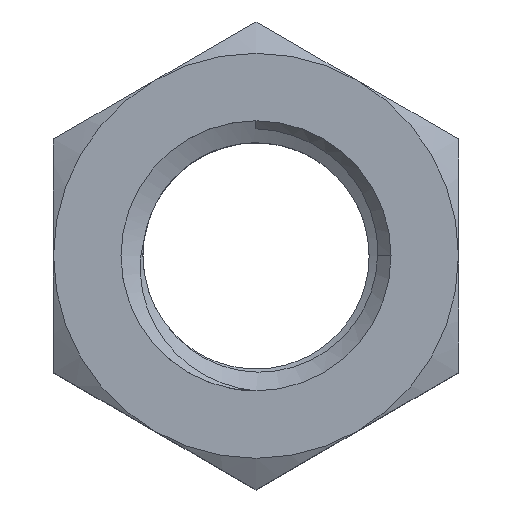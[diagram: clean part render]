
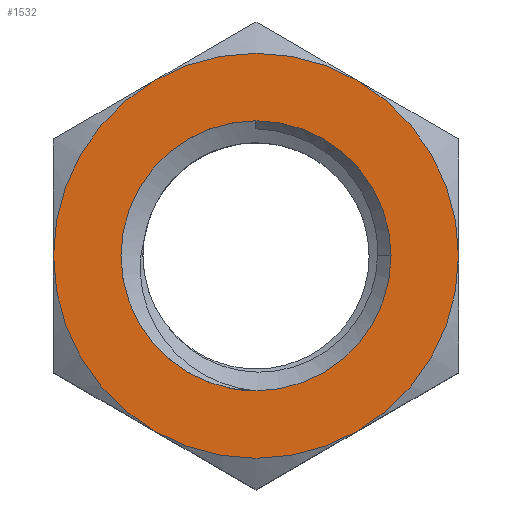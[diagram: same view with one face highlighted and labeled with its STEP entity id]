
A CAD part, top view. The second image highlights one B-rep face of the part: STEP entity #1532.
In plain terms, the highlighted planar face has unit normal (0, 0, 1).
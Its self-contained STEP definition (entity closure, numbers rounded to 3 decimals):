
#23 = DIRECTION ( 'NONE',  ( -1., 0., 0. ) ) ;
#89 = AXIS2_PLACEMENT_3D ( 'NONE', #2087, #608, #2334 ) ;
#159 = VERTEX_POINT ( 'NONE', #934 ) ;
#161 = CARTESIAN_POINT ( 'NONE',  ( 8., 0., 6.5 ) ) ;
#176 = AXIS2_PLACEMENT_3D ( 'NONE', #2096, #616, #2349 ) ;
#179 = DIRECTION ( 'NONE',  ( -1., 0., 0. ) ) ;
#190 = DIRECTION ( 'NONE',  ( 0., 0., -1. ) ) ;
#278 = EDGE_CURVE ( 'NONE', #1181, #2502, #1268, .T. ) ;
#312 = CIRCLE ( 'NONE', #176, 12. ) ;
#338 = DIRECTION ( 'NONE',  ( 0., 0., 1. ) ) ;
#396 = CARTESIAN_POINT ( 'NONE',  ( 0., 0., 6.5 ) ) ;
#413 = EDGE_CURVE ( 'NONE', #735, #1028, #978, .T. ) ;
#414 = AXIS2_PLACEMENT_3D ( 'NONE', #396, #190, #179 ) ;
#439 = VERTEX_POINT ( 'NONE', #1610 ) ;
#467 = EDGE_LOOP ( 'NONE', ( #635, #2193, #1550, #2668 ) ) ;
#470 = ORIENTED_EDGE ( 'NONE', *, *, #2228, .T. ) ;
#484 = FACE_BOUND ( 'NONE', #467, .T. ) ;
#502 = AXIS2_PLACEMENT_3D ( 'NONE', #1840, #2542, #885 ) ;
#559 = CARTESIAN_POINT ( 'NONE',  ( 0., 8., 6.5 ) ) ;
#570 = DIRECTION ( 'NONE',  ( 1., 0., 0. ) ) ;
#601 = DIRECTION ( 'NONE',  ( 1., 0., 0. ) ) ;
#605 = AXIS2_PLACEMENT_3D ( 'NONE', #2291, #2280, #2272 ) ;
#608 = DIRECTION ( 'NONE',  ( 0., 0., 1. ) ) ;
#616 = DIRECTION ( 'NONE',  ( 0., 0., 1. ) ) ;
#635 = ORIENTED_EDGE ( 'NONE', *, *, #1647, .T. ) ;
#735 = VERTEX_POINT ( 'NONE', #784 ) ;
#784 = CARTESIAN_POINT ( 'NONE',  ( 6., 10.392, 6.5 ) ) ;
#788 = DIRECTION ( 'NONE',  ( 0., 0., 1. ) ) ;
#848 = CARTESIAN_POINT ( 'NONE',  ( 0., 0., 6.5 ) ) ;
#878 = AXIS2_PLACEMENT_3D ( 'NONE', #2751, #1963, #1816 ) ;
#885 = DIRECTION ( 'NONE',  ( 1., 0., 0. ) ) ;
#934 = CARTESIAN_POINT ( 'NONE',  ( -8., 0., 6.5 ) ) ;
#972 = CIRCLE ( 'NONE', #414, 8. ) ;
#978 = CIRCLE ( 'NONE', #605, 12. ) ;
#1028 = VERTEX_POINT ( 'NONE', #2448 ) ;
#1038 = CARTESIAN_POINT ( 'NONE',  ( 0., -8., 6.5 ) ) ;
#1057 = CARTESIAN_POINT ( 'NONE',  ( -12., 6.928, 6.5 ) ) ;
#1062 = VERTEX_POINT ( 'NONE', #1576 ) ;
#1146 = ORIENTED_EDGE ( 'NONE', *, *, #413, .T. ) ;
#1151 = AXIS2_PLACEMENT_3D ( 'NONE', #1057, #788, #570 ) ;
#1181 = VERTEX_POINT ( 'NONE', #1038 ) ;
#1203 = ORIENTED_EDGE ( 'NONE', *, *, #1220, .T. ) ;
#1212 = AXIS2_PLACEMENT_3D ( 'NONE', #848, #338, #601 ) ;
#1220 = EDGE_CURVE ( 'NONE', #439, #1676, #2809, .T. ) ;
#1268 = CIRCLE ( 'NONE', #1426, 8. ) ;
#1275 = CARTESIAN_POINT ( 'NONE',  ( -12., 0., 6.5 ) ) ;
#1359 = CIRCLE ( 'NONE', #2344, 8. ) ;
#1425 = DIRECTION ( 'NONE',  ( 0., 0., -1. ) ) ;
#1426 = AXIS2_PLACEMENT_3D ( 'NONE', #2791, #2781, #2777 ) ;
#1532 = ADVANCED_FACE ( 'NONE', ( #484, #2975 ), #1779, .T. ) ;
#1550 = ORIENTED_EDGE ( 'NONE', *, *, #2013, .F. ) ;
#1576 = CARTESIAN_POINT ( 'NONE',  ( 12., 0., 6.5 ) ) ;
#1610 = CARTESIAN_POINT ( 'NONE',  ( -6., -10.392, 6.5 ) ) ;
#1614 = AXIS2_PLACEMENT_3D ( 'NONE', #2587, #2539, #2372 ) ;
#1647 = EDGE_CURVE ( 'NONE', #1181, #159, #972, .T. ) ;
#1676 = VERTEX_POINT ( 'NONE', #2901 ) ;
#1779 = PLANE ( 'NONE',  #1151 ) ;
#1816 = DIRECTION ( 'NONE',  ( 1., 0., 0. ) ) ;
#1840 = CARTESIAN_POINT ( 'NONE',  ( 0., 0., 6.5 ) ) ;
#1913 = CIRCLE ( 'NONE', #502, 8. ) ;
#1963 = DIRECTION ( 'NONE',  ( 0., 0., 1. ) ) ;
#2013 = EDGE_CURVE ( 'NONE', #2502, #2390, #1913, .T. ) ;
#2087 = CARTESIAN_POINT ( 'NONE',  ( 0., 0., 6.5 ) ) ;
#2096 = CARTESIAN_POINT ( 'NONE',  ( 0., 0., 6.5 ) ) ;
#2193 = ORIENTED_EDGE ( 'NONE', *, *, #2648, .T. ) ;
#2217 = CIRCLE ( 'NONE', #1212, 12. ) ;
#2228 = EDGE_CURVE ( 'NONE', #1062, #735, #2772, .T. ) ;
#2272 = DIRECTION ( 'NONE',  ( 1., 0., 0. ) ) ;
#2280 = DIRECTION ( 'NONE',  ( 0., 0., 1. ) ) ;
#2285 = EDGE_CURVE ( 'NONE', #1676, #1062, #2217, .T. ) ;
#2291 = CARTESIAN_POINT ( 'NONE',  ( 0., 0., 6.5 ) ) ;
#2331 = VERTEX_POINT ( 'NONE', #1275 ) ;
#2334 = DIRECTION ( 'NONE',  ( 1., 0., 0. ) ) ;
#2344 = AXIS2_PLACEMENT_3D ( 'NONE', #2883, #1425, #23 ) ;
#2349 = DIRECTION ( 'NONE',  ( 1., 0., 0. ) ) ;
#2372 = DIRECTION ( 'NONE',  ( 1., 0., 0. ) ) ;
#2390 = VERTEX_POINT ( 'NONE', #559 ) ;
#2448 = CARTESIAN_POINT ( 'NONE',  ( -6., 10.392, 6.5 ) ) ;
#2500 = EDGE_CURVE ( 'NONE', #2331, #439, #2813, .T. ) ;
#2502 = VERTEX_POINT ( 'NONE', #161 ) ;
#2539 = DIRECTION ( 'NONE',  ( 0., 0., 1. ) ) ;
#2542 = DIRECTION ( 'NONE',  ( 0., 0., 1. ) ) ;
#2543 = EDGE_CURVE ( 'NONE', #1028, #2331, #312, .T. ) ;
#2587 = CARTESIAN_POINT ( 'NONE',  ( 0., 0., 6.5 ) ) ;
#2611 = ORIENTED_EDGE ( 'NONE', *, *, #2285, .T. ) ;
#2648 = EDGE_CURVE ( 'NONE', #159, #2390, #1359, .T. ) ;
#2668 = ORIENTED_EDGE ( 'NONE', *, *, #278, .F. ) ;
#2751 = CARTESIAN_POINT ( 'NONE',  ( 0., 0., 6.5 ) ) ;
#2772 = CIRCLE ( 'NONE', #1614, 12. ) ;
#2777 = DIRECTION ( 'NONE',  ( 1., 0., 0. ) ) ;
#2781 = DIRECTION ( 'NONE',  ( 0., 0., 1. ) ) ;
#2791 = CARTESIAN_POINT ( 'NONE',  ( 0., 0., 6.5 ) ) ;
#2809 = CIRCLE ( 'NONE', #878, 12. ) ;
#2813 = CIRCLE ( 'NONE', #89, 12. ) ;
#2861 = ORIENTED_EDGE ( 'NONE', *, *, #2500, .T. ) ;
#2866 = EDGE_LOOP ( 'NONE', ( #2611, #470, #1146, #2892, #2861, #1203 ) ) ;
#2883 = CARTESIAN_POINT ( 'NONE',  ( 0., 0., 6.5 ) ) ;
#2892 = ORIENTED_EDGE ( 'NONE', *, *, #2543, .T. ) ;
#2901 = CARTESIAN_POINT ( 'NONE',  ( 6., -10.392, 6.5 ) ) ;
#2975 = FACE_OUTER_BOUND ( 'NONE', #2866, .T. ) ;
